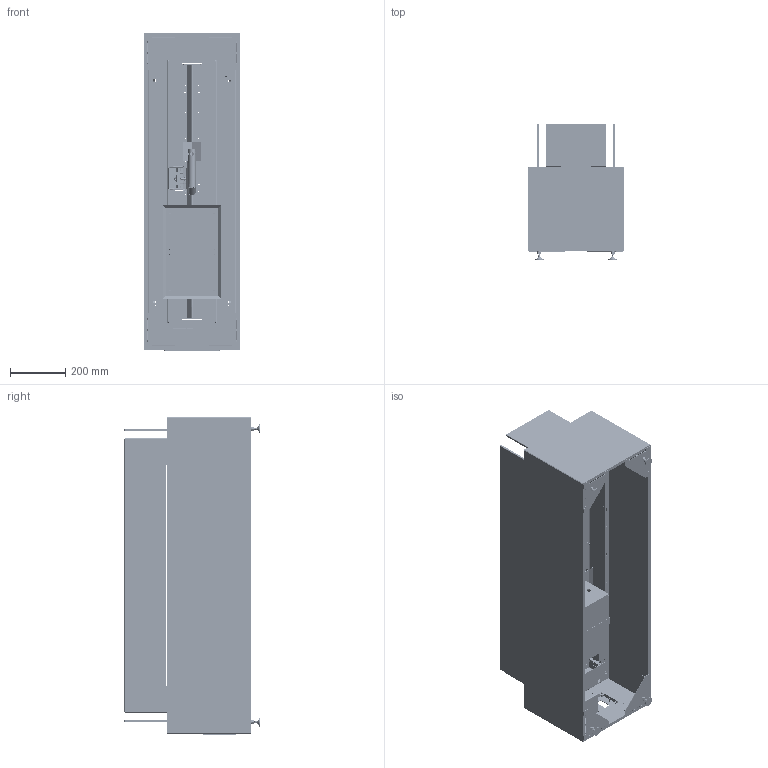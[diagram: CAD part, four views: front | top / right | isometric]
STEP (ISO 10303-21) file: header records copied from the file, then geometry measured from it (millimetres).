
FILE_DESCRIPTION (( 'STEP AP214' ), '1' );
FILE_NAME ('3d_Galaxy_Daze.STEP', '2022-10-18T11:15:43', ( '' ), ( '' ), 'SwSTEP 2.0', 'SolidWorks 2019', '' );
FILE_SCHEMA (( 'AUTOMOTIVE_DESIGN' ));
Length unit declared in the file: millimetre
Products named in the file (61): G-AC-11; hex nut gradec_iso_ISO - 4034 - M8 - N; 000111633; 000111760_000111760_podparcie g｢rne; 000112821; welded_stud_ISO-13918-PT - M6 x 20 (A2); 3d_Galaxy_Daze; 000111544; sM4x12; 000112847; 000111759; 000111496; 000112828; 000112001; 000112832; 000111760_000111760_podparcie dolne; 000112374; 000111934_000111934_1150; 000112000_000112000_1150x300; 000112376_000112376_1150; 000112371_000112371_1150; 000112853; 000111549; 000111561; 000111935_000111935_1150; 000112999; G-AC-05 (krótka); 000112002; nitonakrêtka M8; 000113158; 000112813; G-AC-11 czêœc górna; 000112000_000112000_350x300o; 000111539_000111539_A; 000112370_000112370_1150; 000057747_000057747_40; 000112722; 000112375_000112375_1150; 000112814_000112814_1150; welded_stud_ISO-13918-PT - M4 x 12 (A2) ...
Assembly tree (145 placements, depth 4):
  3d_Galaxy_Daze
    000111934_000111934_1150
      000111935_000111935_1150
      sM4x12  x46
    000112001
      000112853
        000112002
        nitonakrêtka M8
      000112853
        000112002
        nitonakrêtka M8
      000112853
        000112002
        nitonakrêtka M8
      000112853
        000112002
        nitonakrêtka M8
      G-AC-05 (krótka)  x4
      hex nut gradec_iso_ISO - 4034 - M8 - N  x4
      000112722
        000112000_000112000_1150x300  x2
        000112000_000112000_350x300
        000112000_000112000_350x300o
    000057747_000057747_40  x2
    000111539_000111539_A
      000112836_000112836
      000111542
        000111541
        welded_stud_ISO-13918-PT - M6 x 20 (A2)  x5
        welded_stud_ISO-13918-PT - M4 x 12 (A2)  x2
        nitonakrêtka m4 bezko³nierzowa
    000111544  x2
    000111760_000111760_podparcie dolne
      000111561
      000111759
    000111760_000111760_podparcie dolne
      000111561
      000111759
    000111760_000111760_podparcie dolne
      000111561
      000111759
    000111760_000111760_podparcie dolne
      000111561
      000111759
    G-ME-153
    000111755  x2
    000111760_000111760_podparcie g｢rne
      000111561
      000111759
    000111760_000111760_podparcie g｢rne
      000111561
      000111759
    000112376_000112376_1150
      000111633
        000112371_000112371_1150
        000112374  x2
        000112370_000112370_1150
        000100901_Z坥緊na
        000111496  x2
        000112999
Bounding box: 350 x 491.5 x 1154 mm (x, y, z)
Volume: 16607840.8 mm3; surface area: 5859207.9 mm2
Topology: 125 solids, 130 shells, 7607 faces, 20618 edges, 13297 vertices
Faces by surface type: plane 3550, cylinder 3530, cone 290, bspline 174, torus 61, sphere 2
Entity records: 152829 total; most frequent: CARTESIAN_POINT 51275, ORIENTED_EDGE 20756, DIRECTION 20648, EDGE_CURVE 10378, AXIS2_PLACEMENT_3D 7282, VERTEX_POINT 6677, LINE 6084, VECTOR 6084
